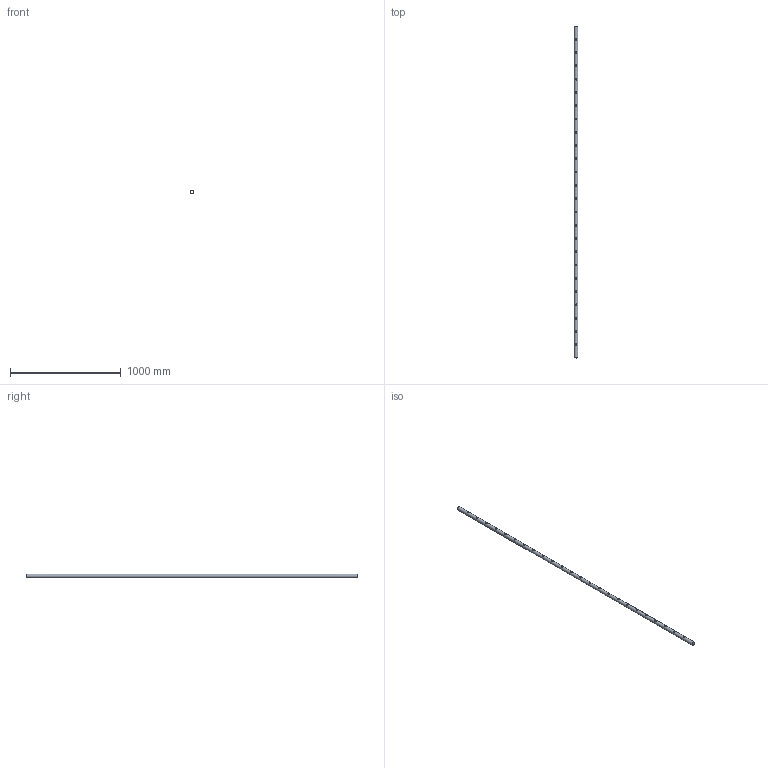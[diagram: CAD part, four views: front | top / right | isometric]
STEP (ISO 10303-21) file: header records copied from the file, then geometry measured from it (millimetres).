
FILE_DESCRIPTION (( 'STEP AP203' ), '1' );
FILE_NAME ('55120-GG-16.STEP', '2022-03-18T09:22:38', ( '' ), ( '' ), 'SwSTEP 2.0', 'SolidWorks 2018', '' );
FILE_SCHEMA (( 'CONFIG_CONTROL_DESIGN' ));
Length unit declared in the file: millimetre
Products named in the file (1): 55120-GG-16
Bounding box: 33.7 x 3000 x 33.7 mm (x, y, z)
Volume: 587437.1 mm3; surface area: 590423.9 mm2
Topology: 1 solids, 1 shells, 261 faces, 801 edges, 518 vertices
Faces by surface type: bspline 106, plane 105, cylinder 50
Full cylindrical faces by diameter (mm): 16.1 x24, 29.7 x1, 33.7 x1
Entity records: 17054 total; most frequent: CARTESIAN_POINT 11231, ORIENTED_EDGE 1358, DIRECTION 793, EDGE_CURVE 679, VERTEX_POINT 470, EDGE_LOOP 361, VECTOR 301, LINE 301
